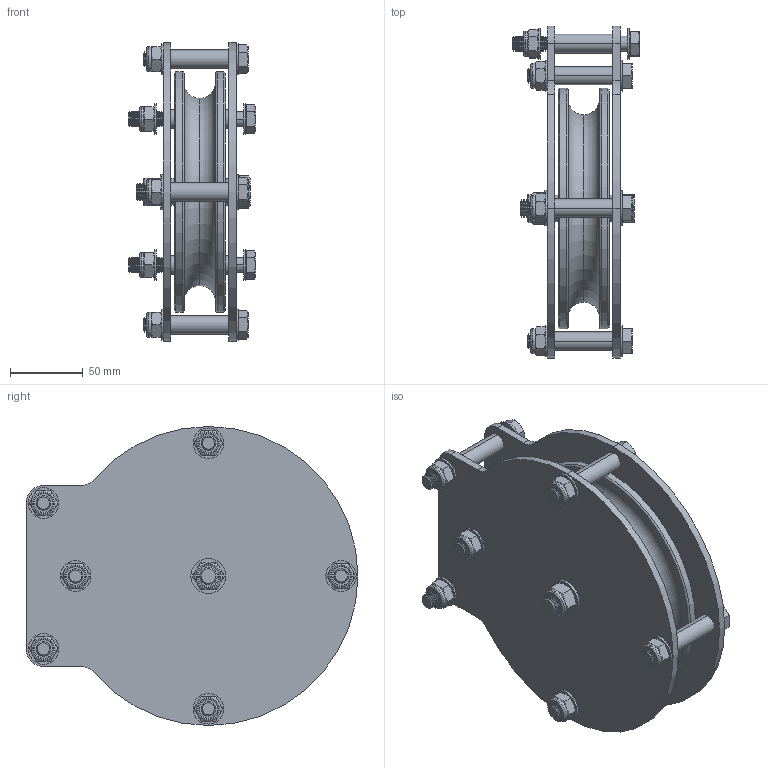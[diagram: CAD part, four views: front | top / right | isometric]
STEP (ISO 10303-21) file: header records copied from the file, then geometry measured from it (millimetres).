
FILE_DESCRIPTION (( 'STEP AP203' ), '1' );
FILE_NAME ('T42941.STEP', '2018-07-26T14:22:44', ( '' ), ( '' ), 'SwSTEP 2.0', 'SolidWorks 2016', '' );
FILE_SCHEMA (( 'CONFIG_CONTROL_DESIGN' ));
Length unit declared in the file: millimetre
Products named in the file (19): Hex Bolt_ISO 4016 - M10 x 65 x 26-WS; Hex Bolt_ISO 4016 - M12 x 70 x 30-WS; TH801; B Washer_Bright washer BS 4320 - M12 (Form B); Hex Bolt_ISO 4016 - M10 x 80 x 26-WS; S2610-4; S1930; S2610-5; S2610-1; B Washer_Bright washer BS 4320 - M10 (Form B); TH767; S2610-2; TH784; S2610; T42941; SW3dPS-nyloc nut, st stl a2 iso_M12 NYLOC; S2610-3; SW3dPS-nyloc nut, st stl a2 iso_M10 NYLOC; T42941_LABEL_T42941_LABEL
Assembly tree (55 placements, depth 3):
  T42941
    TH784
    S2610  x2
      S2610-1
      S2610-2
      S2610-3
      S2610-4
      S2610-5
    S1930  x2
    TH767  x2
    TH801  x6
    B Washer_Bright washer BS 4320 - M10 (Form B)  x12
    SW3dPS-nyloc nut, st stl a2 iso_M10 NYLOC  x6
    Hex Bolt_ISO 4016 - M10 x 80 x 26-WS  x2
    Hex Bolt_ISO 4016 - M10 x 65 x 26-WS  x4
    B Washer_Bright washer BS 4320 - M12 (Form B)  x2
    SW3dPS-nyloc nut, st stl a2 iso_M12 NYLOC
    Hex Bolt_ISO 4016 - M12 x 70 x 30-WS
    T42941_LABEL_T42941_LABEL
Bounding box: 86.85 x 227.5 x 205 mm (x, y, z)
Volume: 1014699.2 mm3; surface area: 310928.1 mm2
Topology: 66 solids, 66 shells, 2728 faces, 7000 edges, 4488 vertices
Faces by surface type: plane 1074, cone 664, cylinder 514, bspline 360, torus 80, sphere 36
Entity records: 74583 total; most frequent: CARTESIAN_POINT 28264, ORIENTED_EDGE 9572, DIRECTION 7928, EDGE_CURVE 4786, VERTEX_POINT 3114, VECTOR 3068, LINE 3068, AXIS2_PLACEMENT_3D 2430
